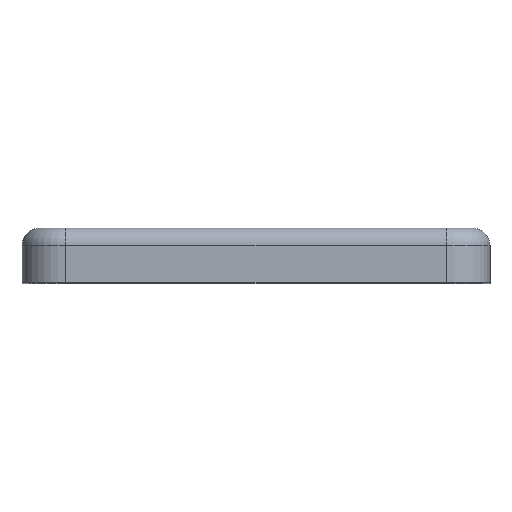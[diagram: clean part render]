
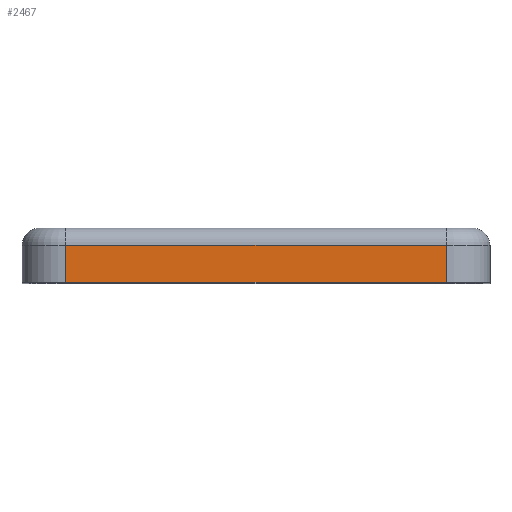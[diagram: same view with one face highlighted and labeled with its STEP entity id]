
A CAD part, top view. The second image highlights one B-rep face of the part: STEP entity #2467.
In plain terms, the highlighted planar face has unit normal (0, 0, 1).
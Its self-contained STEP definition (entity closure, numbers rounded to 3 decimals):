
#659 = CYLINDRICAL_SURFACE('',#660,2.);
#660 = AXIS2_PLACEMENT_3D('',#661,#662,#663);
#661 = CARTESIAN_POINT('',(-8.75,-0.3,18.45));
#662 = DIRECTION('',(0.,1.,0.));
#663 = DIRECTION('',(0.,0.,1.));
#1254 = VERTEX_POINT('',#1255);
#1255 = CARTESIAN_POINT('',(-8.75,-2.5,20.45));
#1281 = EDGE_CURVE('',#1282,#1254,#1284,.T.);
#1282 = VERTEX_POINT('',#1283);
#1283 = CARTESIAN_POINT('',(-8.75,-0.8,20.45));
#1284 = SURFACE_CURVE('',#1285,(#1289,#1296),.PCURVE_S1.);
#1285 = LINE('',#1286,#1287);
#1286 = CARTESIAN_POINT('',(-8.75,0.,20.45));
#1287 = VECTOR('',#1288,1.);
#1288 = DIRECTION('',(0.,-1.,0.));
#1289 = PCURVE('',#659,#1290);
#1290 = DEFINITIONAL_REPRESENTATION('',(#1291),#1295);
#1291 = LINE('',#1292,#1293);
#1292 = CARTESIAN_POINT('',(6.283,0.3));
#1293 = VECTOR('',#1294,1.);
#1294 = DIRECTION('',(0.,-1.));
#1295 = ( GEOMETRIC_REPRESENTATION_CONTEXT(2) 
PARAMETRIC_REPRESENTATION_CONTEXT() REPRESENTATION_CONTEXT('2D SPACE',''
  ) );
#1296 = PCURVE('',#1297,#1302);
#1297 = PLANE('',#1298);
#1298 = AXIS2_PLACEMENT_3D('',#1299,#1300,#1301);
#1299 = CARTESIAN_POINT('',(-8.75,0.,20.45));
#1300 = DIRECTION('',(0.,0.,1.));
#1301 = DIRECTION('',(1.,0.,0.));
#1302 = DEFINITIONAL_REPRESENTATION('',(#1303),#1307);
#1303 = LINE('',#1304,#1305);
#1304 = CARTESIAN_POINT('',(0.,0.));
#1305 = VECTOR('',#1306,1.);
#1306 = DIRECTION('',(0.,-1.));
#1307 = ( GEOMETRIC_REPRESENTATION_CONTEXT(2) 
PARAMETRIC_REPRESENTATION_CONTEXT() REPRESENTATION_CONTEXT('2D SPACE',''
  ) );
#1519 = PLANE('',#1520);
#1520 = AXIS2_PLACEMENT_3D('',#1521,#1522,#1523);
#1521 = CARTESIAN_POINT('',(-8.75,-2.5,20.45));
#1522 = DIRECTION('',(0.,-1.,0.));
#1523 = DIRECTION('',(1.,0.,0.));
#2467 = ADVANCED_FACE('',(#2468),#1297,.T.);
#2468 = FACE_BOUND('',#2469,.T.);
#2469 = EDGE_LOOP('',(#2470,#2493,#2521,#2547));
#2470 = ORIENTED_EDGE('',*,*,#2471,.T.);
#2471 = EDGE_CURVE('',#1254,#2472,#2474,.T.);
#2472 = VERTEX_POINT('',#2473);
#2473 = CARTESIAN_POINT('',(8.75,-2.5,20.45));
#2474 = SURFACE_CURVE('',#2475,(#2479,#2486),.PCURVE_S1.);
#2475 = LINE('',#2476,#2477);
#2476 = CARTESIAN_POINT('',(-8.75,-2.5,20.45));
#2477 = VECTOR('',#2478,1.);
#2478 = DIRECTION('',(1.,0.,0.));
#2479 = PCURVE('',#1297,#2480);
#2480 = DEFINITIONAL_REPRESENTATION('',(#2481),#2485);
#2481 = LINE('',#2482,#2483);
#2482 = CARTESIAN_POINT('',(0.,-2.5));
#2483 = VECTOR('',#2484,1.);
#2484 = DIRECTION('',(1.,-0.));
#2485 = ( GEOMETRIC_REPRESENTATION_CONTEXT(2) 
PARAMETRIC_REPRESENTATION_CONTEXT() REPRESENTATION_CONTEXT('2D SPACE',''
  ) );
#2486 = PCURVE('',#1519,#2487);
#2487 = DEFINITIONAL_REPRESENTATION('',(#2488),#2492);
#2488 = LINE('',#2489,#2490);
#2489 = CARTESIAN_POINT('',(0.,0.));
#2490 = VECTOR('',#2491,1.);
#2491 = DIRECTION('',(1.,0.));
#2492 = ( GEOMETRIC_REPRESENTATION_CONTEXT(2) 
PARAMETRIC_REPRESENTATION_CONTEXT() REPRESENTATION_CONTEXT('2D SPACE',''
  ) );
#2493 = ORIENTED_EDGE('',*,*,#2494,.F.);
#2494 = EDGE_CURVE('',#2495,#2472,#2497,.T.);
#2495 = VERTEX_POINT('',#2496);
#2496 = CARTESIAN_POINT('',(8.75,-0.8,20.45));
#2497 = SURFACE_CURVE('',#2498,(#2502,#2509),.PCURVE_S1.);
#2498 = LINE('',#2499,#2500);
#2499 = CARTESIAN_POINT('',(8.75,0.,20.45));
#2500 = VECTOR('',#2501,1.);
#2501 = DIRECTION('',(0.,-1.,0.));
#2502 = PCURVE('',#1297,#2503);
#2503 = DEFINITIONAL_REPRESENTATION('',(#2504),#2508);
#2504 = LINE('',#2505,#2506);
#2505 = CARTESIAN_POINT('',(17.5,0.));
#2506 = VECTOR('',#2507,1.);
#2507 = DIRECTION('',(0.,-1.));
#2508 = ( GEOMETRIC_REPRESENTATION_CONTEXT(2) 
PARAMETRIC_REPRESENTATION_CONTEXT() REPRESENTATION_CONTEXT('2D SPACE',''
  ) );
#2509 = PCURVE('',#2510,#2515);
#2510 = CYLINDRICAL_SURFACE('',#2511,2.);
#2511 = AXIS2_PLACEMENT_3D('',#2512,#2513,#2514);
#2512 = CARTESIAN_POINT('',(8.75,-0.3,18.45));
#2513 = DIRECTION('',(0.,1.,0.));
#2514 = DIRECTION('',(0.,0.,1.));
#2515 = DEFINITIONAL_REPRESENTATION('',(#2516),#2520);
#2516 = LINE('',#2517,#2518);
#2517 = CARTESIAN_POINT('',(0.,0.3));
#2518 = VECTOR('',#2519,1.);
#2519 = DIRECTION('',(0.,-1.));
#2520 = ( GEOMETRIC_REPRESENTATION_CONTEXT(2) 
PARAMETRIC_REPRESENTATION_CONTEXT() REPRESENTATION_CONTEXT('2D SPACE',''
  ) );
#2521 = ORIENTED_EDGE('',*,*,#2522,.F.);
#2522 = EDGE_CURVE('',#1282,#2495,#2523,.T.);
#2523 = SURFACE_CURVE('',#2524,(#2528,#2535),.PCURVE_S1.);
#2524 = LINE('',#2525,#2526);
#2525 = CARTESIAN_POINT('',(-8.75,-0.8,20.45));
#2526 = VECTOR('',#2527,1.);
#2527 = DIRECTION('',(1.,0.,0.));
#2528 = PCURVE('',#1297,#2529);
#2529 = DEFINITIONAL_REPRESENTATION('',(#2530),#2534);
#2530 = LINE('',#2531,#2532);
#2531 = CARTESIAN_POINT('',(0.,-0.8));
#2532 = VECTOR('',#2533,1.);
#2533 = DIRECTION('',(1.,-0.));
#2534 = ( GEOMETRIC_REPRESENTATION_CONTEXT(2) 
PARAMETRIC_REPRESENTATION_CONTEXT() REPRESENTATION_CONTEXT('2D SPACE',''
  ) );
#2535 = PCURVE('',#2536,#2541);
#2536 = CYLINDRICAL_SURFACE('',#2537,0.8);
#2537 = AXIS2_PLACEMENT_3D('',#2538,#2539,#2540);
#2538 = CARTESIAN_POINT('',(-8.75,-0.8,19.65));
#2539 = DIRECTION('',(1.,0.,0.));
#2540 = DIRECTION('',(0.,0.,-1.));
#2541 = DEFINITIONAL_REPRESENTATION('',(#2542),#2546);
#2542 = LINE('',#2543,#2544);
#2543 = CARTESIAN_POINT('',(3.142,0.));
#2544 = VECTOR('',#2545,1.);
#2545 = DIRECTION('',(0.,1.));
#2546 = ( GEOMETRIC_REPRESENTATION_CONTEXT(2) 
PARAMETRIC_REPRESENTATION_CONTEXT() REPRESENTATION_CONTEXT('2D SPACE',''
  ) );
#2547 = ORIENTED_EDGE('',*,*,#1281,.T.);
